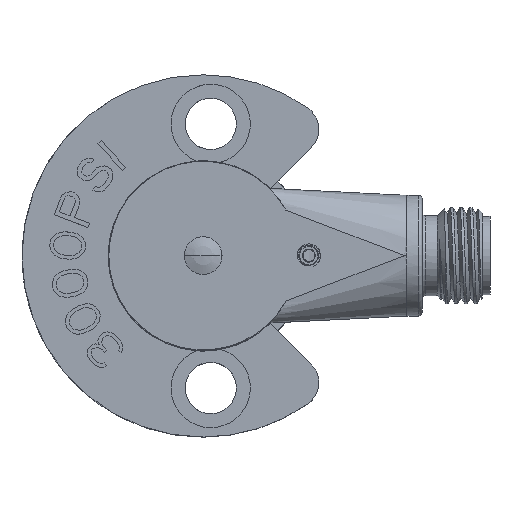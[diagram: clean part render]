
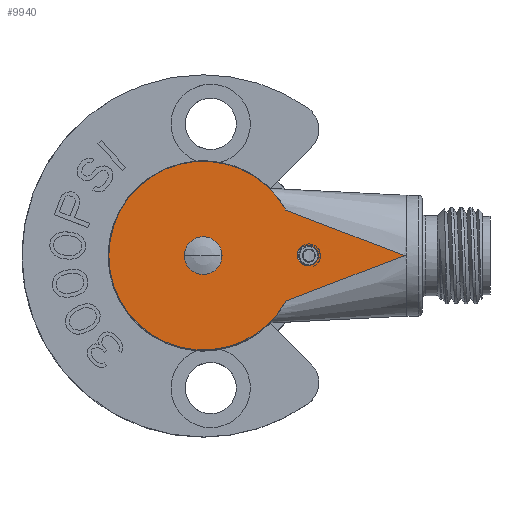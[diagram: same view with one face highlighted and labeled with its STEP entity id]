
A CAD part, top view. The second image highlights one B-rep face of the part: STEP entity #9940.
In plain terms, the highlighted planar face has unit normal (0, 0, 1).
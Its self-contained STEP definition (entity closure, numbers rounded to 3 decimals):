
#1670=CARTESIAN_POINT('',(0.,0.,27.3));
#1671=DIRECTION('',(0.,0.,1.));
#1672=DIRECTION('',(1.,-0.021,0.));
#1673=AXIS2_PLACEMENT_3D('',#1670,#1671,#1672);
#1854=CARTESIAN_POINT('',(14.712,-1.027,27.3));
#1855=CARTESIAN_POINT('',(14.628,-1.1,27.3));
#1856=CARTESIAN_POINT('',(14.446,-1.221,27.3));
#1857=CARTESIAN_POINT('',(14.117,-1.332,27.3));
#1858=CARTESIAN_POINT('',(13.767,-1.351,27.3));
#1859=CARTESIAN_POINT('',(13.432,-1.286,27.3));
#1860=CARTESIAN_POINT('',(13.111,-1.132,27.3));
#1861=CARTESIAN_POINT('',(12.835,-0.903,
27.3));
#1862=CARTESIAN_POINT('',(12.622,-0.61,
27.3));
#1863=CARTESIAN_POINT('',(12.53,-0.385,27.3));
#1864=CARTESIAN_POINT('',(12.497,-0.263,27.3));
#1961=CARTESIAN_POINT('',(12.497,0.256,27.3));
#2040=CARTESIAN_POINT('',(0.,0.,27.3));
#2041=DIRECTION('',(0.,0.,1.));
#2042=DIRECTION('',(1.,0.,0.));
#2043=AXIS2_PLACEMENT_3D('',#2040,#2041,#2042);
#2045=CARTESIAN_POINT('',(0.,0.,27.3));
#2046=DIRECTION('',(0.,0.,1.));
#2047=DIRECTION('',(-1.,0.,0.));
#2048=AXIS2_PLACEMENT_3D('',#2045,#2046,#2047);
#2050=DIRECTION('',(-0.933,-0.359,0.));
#2051=VECTOR('',#2050,16.802);
#2052=CARTESIAN_POINT('',(26.626,0.,
27.3));
#2053=LINE('',#2052,#2051);
#2054=CARTESIAN_POINT('',(0.,0.,27.3));
#2055=DIRECTION('',(0.,0.,-1.));
#2056=DIRECTION('',(0.876,-0.483,0.));
#2057=AXIS2_PLACEMENT_3D('',#2054,#2055,#2056);
#2059=CARTESIAN_POINT('',(0.,0.,27.3));
#2060=DIRECTION('',(0.,0.,-1.));
#2061=DIRECTION('',(-1.,0.,0.));
#2062=AXIS2_PLACEMENT_3D('',#2059,#2060,#2061);
#2064=DIRECTION('',(0.933,-0.359,0.));
#2065=VECTOR('',#2064,16.802);
#2066=CARTESIAN_POINT('',(10.946,6.036,27.3));
#2067=LINE('',#2066,#2065);
#2068=CARTESIAN_POINT('',(14.713,1.026,27.3));
#2069=CARTESIAN_POINT('',(14.612,1.113,27.3));
#2070=CARTESIAN_POINT('',(14.398,1.247,27.3));
#2071=CARTESIAN_POINT('',(14.009,1.353,27.3));
#2072=CARTESIAN_POINT('',(13.624,1.333,27.3));
#2073=CARTESIAN_POINT('',(13.251,1.213,27.3));
#2074=CARTESIAN_POINT('',(12.911,0.987,27.3));
#2075=CARTESIAN_POINT('',(12.649,0.661,27.3));
#2076=CARTESIAN_POINT('',(12.536,0.4,27.3));
#2077=CARTESIAN_POINT('',(12.497,0.256,27.3));
#2079=CARTESIAN_POINT('',(14.712,-1.027,27.3));
#2080=CARTESIAN_POINT('',(14.826,-0.948,
27.3));
#2081=CARTESIAN_POINT('',(15.017,-0.763,
27.3));
#2082=CARTESIAN_POINT('',(15.208,-0.399,
27.3));
#2083=CARTESIAN_POINT('',(15.272,0.005,27.3));
#2084=CARTESIAN_POINT('',(15.206,0.407,27.3));
#2085=CARTESIAN_POINT('',(15.011,0.771,27.3));
#2086=CARTESIAN_POINT('',(14.822,0.951,27.3));
#2087=CARTESIAN_POINT('',(14.713,1.026,27.3));
#3590=CARTESIAN_POINT('',(14.713,1.026,27.3));
#3592=CARTESIAN_POINT('',(14.712,-1.027,27.3));
#6840=VERTEX_POINT('',#3592);
#6870=VERTEX_POINT('',#3590);
#6891=CARTESIAN_POINT('',(26.626,0.,
27.3));
#6892=CARTESIAN_POINT('',(10.946,-6.036,27.3));
#6893=VERTEX_POINT('',#6891);
#6894=VERTEX_POINT('',#6892);
#6895=CARTESIAN_POINT('',(-12.5,0.,27.3));
#6896=VERTEX_POINT('',#6895);
#6897=CARTESIAN_POINT('',(10.946,6.036,27.3));
#6898=VERTEX_POINT('',#6897);
#7986=CARTESIAN_POINT('',(-2.5,0.,27.3));
#7987=CARTESIAN_POINT('',(2.5,0.,27.3));
#7988=VERTEX_POINT('',#7986);
#7989=VERTEX_POINT('',#7987);
#7997=VERTEX_POINT('',#1961);
#7998=VERTEX_POINT('',#1864);
#9914=CARTESIAN_POINT('',(7.063,0.,27.3));
#9915=DIRECTION('',(0.,0.,1.));
#9916=DIRECTION('',(1.,0.,0.));
#9917=AXIS2_PLACEMENT_3D('',#9914,#9915,#9916);
#9918=PLANE('',#9917);
#9920=ORIENTED_EDGE('',*,*,#9919,.T.);
#9921=ORIENTED_EDGE('',*,*,#9462,.T.);
#9922=ORIENTED_EDGE('',*,*,#9421,.T.);
#9924=ORIENTED_EDGE('',*,*,#9923,.T.);
#9925=EDGE_LOOP('',(#9920,#9921,#9922,#9924));
#9926=FACE_OUTER_BOUND('',#9925,.F.);
#9928=ORIENTED_EDGE('',*,*,#9927,.T.);
#9930=ORIENTED_EDGE('',*,*,#9929,.T.);
#9931=EDGE_LOOP('',(#9928,#9930));
#9932=FACE_BOUND('',#9931,.F.);
#9933=ORIENTED_EDGE('',*,*,#9885,.T.);
#9934=ORIENTED_EDGE('',*,*,#9433,.F.);
#9935=ORIENTED_EDGE('',*,*,#9672,.F.);
#9937=ORIENTED_EDGE('',*,*,#9936,.T.);
#9938=EDGE_LOOP('',(#9933,#9934,#9935,#9937));
#9939=FACE_BOUND('',#9938,.F.);
#9940=ADVANCED_FACE('',(#9926,#9932,#9939),#9918,.T.);
#1674=CIRCLE('',#1673,12.5);
#1865=B_SPLINE_CURVE_WITH_KNOTS('',3,(#1854,#1855,#1856,#1857,#1858,#1859,#1860,
#1861,#1862,#1863,#1864),.UNSPECIFIED.,.F.,.F.,(4,1,1,1,1,1,1,1,4),(0.,
0.125,0.25,0.375,0.5,0.625,0.75,0.875,1.),.UNSPECIFIED.);
#2044=CIRCLE('',#2043,2.5);
#2049=CIRCLE('',#2048,2.5);
#2058=CIRCLE('',#2057,12.5);
#2063=CIRCLE('',#2062,12.5);
#2078=B_SPLINE_CURVE_WITH_KNOTS('',3,(#2068,#2069,#2070,#2071,#2072,#2073,#2074,
#2075,#2076,#2077),.UNSPECIFIED.,.F.,.F.,(4,1,1,1,1,1,1,4),(0.,
0.143,0.286,0.429,0.571,
0.714,0.857,1.),.UNSPECIFIED.);
#2088=B_SPLINE_CURVE_WITH_KNOTS('',3,(#2079,#2080,#2081,#2082,#2083,#2084,#2085,
#2086,#2087),.UNSPECIFIED.,.F.,.F.,(4,1,1,1,1,1,4),(0.,0.167,
0.333,0.5,0.667,0.833,1.),
.UNSPECIFIED.);
#9421=EDGE_CURVE('',#6896,#6898,#2063,.T.);
#9433=EDGE_CURVE('',#7998,#7997,#1674,.T.);
#9462=EDGE_CURVE('',#6894,#6896,#2058,.T.);
#9672=EDGE_CURVE('',#6840,#7998,#1865,.T.);
#9885=EDGE_CURVE('',#6870,#7997,#2078,.T.);
#9919=EDGE_CURVE('',#6893,#6894,#2053,.T.);
#9923=EDGE_CURVE('',#6898,#6893,#2067,.T.);
#9927=EDGE_CURVE('',#7989,#7988,#2044,.T.);
#9929=EDGE_CURVE('',#7988,#7989,#2049,.T.);
#9936=EDGE_CURVE('',#6840,#6870,#2088,.T.);
